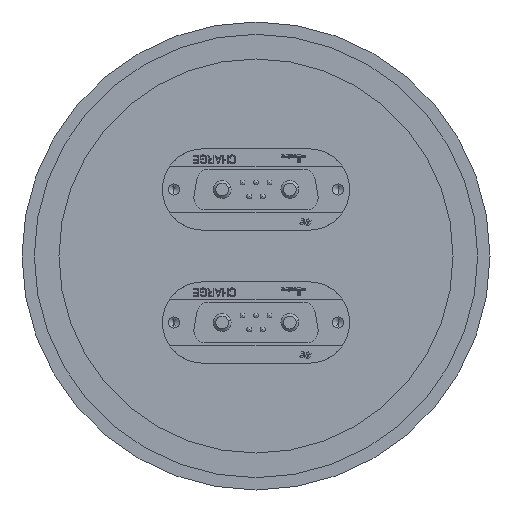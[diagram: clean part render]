
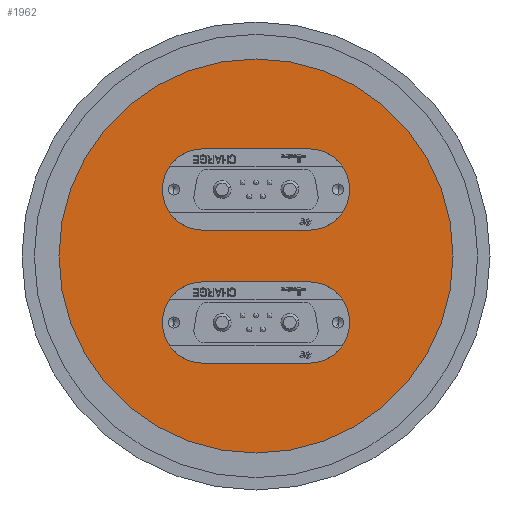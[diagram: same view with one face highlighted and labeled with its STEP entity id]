
A CAD part, front view. The second image highlights one B-rep face of the part: STEP entity #1962.
In plain terms, the highlighted planar face has unit normal (0, -1, 0).
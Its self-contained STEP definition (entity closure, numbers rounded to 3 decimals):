
#108 = CARTESIAN_POINT ( 'NONE',  ( 0., -12., -40. ) ) ;
#348 = PLANE ( 'NONE',  #5962 ) ;
#381 = CARTESIAN_POINT ( 'NONE',  ( -10.75, -12., -21.75 ) ) ;
#454 = VERTEX_POINT ( 'NONE', #2539 ) ;
#674 = CARTESIAN_POINT ( 'NONE',  ( 10.75, -12., -5.25 ) ) ;
#870 = VECTOR ( 'NONE', #4370, 1000. ) ;
#927 = DIRECTION ( 'NONE',  ( 0., 0., -1. ) ) ;
#937 = DIRECTION ( 'NONE',  ( 0., 1., 0. ) ) ;
#949 = CIRCLE ( 'NONE', #3844, 40. ) ;
#1012 = FACE_BOUND ( 'NONE', #7859, .T. ) ;
#1017 = CARTESIAN_POINT ( 'NONE',  ( 10.75, -12., 13.5 ) ) ;
#1093 = VERTEX_POINT ( 'NONE', #674 ) ;
#1674 = ORIENTED_EDGE ( 'NONE', *, *, #6248, .F. ) ;
#1962 = ADVANCED_FACE ( 'NONE', ( #4109, #1012, #11041 ), #348, .T. ) ;
#2132 = DIRECTION ( 'NONE',  ( 0., -1., 0. ) ) ;
#2141 = CIRCLE ( 'NONE', #10317, 8.25 ) ;
#2176 = AXIS2_PLACEMENT_3D ( 'NONE', #5315, #6188, #9890 ) ;
#2254 = DIRECTION ( 'NONE',  ( 0., 0., -1. ) ) ;
#2381 = ORIENTED_EDGE ( 'NONE', *, *, #3735, .T. ) ;
#2475 = CARTESIAN_POINT ( 'NONE',  ( -10.75, -12., 13.5 ) ) ;
#2539 = CARTESIAN_POINT ( 'NONE',  ( 10.75, -12., -21.75 ) ) ;
#2601 = VECTOR ( 'NONE', #6614, 1000. ) ;
#2908 = CARTESIAN_POINT ( 'NONE',  ( -10.75, -12., -13.5 ) ) ;
#3035 = LINE ( 'NONE', #3903, #2601 ) ;
#3048 = LINE ( 'NONE', #11980, #6957 ) ;
#3194 = CARTESIAN_POINT ( 'NONE',  ( 10.75, -12., 5.25 ) ) ;
#3324 = AXIS2_PLACEMENT_3D ( 'NONE', #10476, #5977, #5102 ) ;
#3554 = DIRECTION ( 'NONE',  ( 0., 0., 1. ) ) ;
#3735 = EDGE_CURVE ( 'NONE', #8951, #11861, #11902, .T. ) ;
#3844 = AXIS2_PLACEMENT_3D ( 'NONE', #9444, #2132, #8531 ) ;
#3903 = CARTESIAN_POINT ( 'NONE',  ( -10.75, -12., 5.25 ) ) ;
#3945 = CARTESIAN_POINT ( 'NONE',  ( -10.75, -12., 21.75 ) ) ;
#4109 = FACE_OUTER_BOUND ( 'NONE', #5422, .T. ) ;
#4126 = EDGE_CURVE ( 'NONE', #454, #1093, #5075, .T. ) ;
#4153 = AXIS2_PLACEMENT_3D ( 'NONE', #2908, #11085, #927 ) ;
#4257 = VERTEX_POINT ( 'NONE', #7257 ) ;
#4370 = DIRECTION ( 'NONE',  ( 1., 0., 0. ) ) ;
#4372 = EDGE_LOOP ( 'NONE', ( #8343, #1674, #8185, #10642 ) ) ;
#4563 = CARTESIAN_POINT ( 'NONE',  ( -10.75, -12., 5.25 ) ) ;
#4611 = DIRECTION ( 'NONE',  ( 0., 0., 1. ) ) ;
#4659 = VECTOR ( 'NONE', #5491, 1000. ) ;
#4912 = CARTESIAN_POINT ( 'NONE',  ( 0., -12., 40. ) ) ;
#4930 = DIRECTION ( 'NONE',  ( 1., 0., 0. ) ) ;
#5075 = CIRCLE ( 'NONE', #2176, 8.25 ) ;
#5102 = DIRECTION ( 'NONE',  ( 0., 0., -1. ) ) ;
#5189 = CARTESIAN_POINT ( 'NONE',  ( -10.75, -12., -21.75 ) ) ;
#5236 = EDGE_CURVE ( 'NONE', #8390, #454, #9769, .T. ) ;
#5263 = ORIENTED_EDGE ( 'NONE', *, *, #7258, .T. ) ;
#5315 = CARTESIAN_POINT ( 'NONE',  ( 10.75, -12., -13.5 ) ) ;
#5422 = EDGE_LOOP ( 'NONE', ( #5896, #5660 ) ) ;
#5491 = DIRECTION ( 'NONE',  ( -1., 0., 0. ) ) ;
#5495 = LINE ( 'NONE', #9213, #4659 ) ;
#5498 = ORIENTED_EDGE ( 'NONE', *, *, #12087, .T. ) ;
#5660 = ORIENTED_EDGE ( 'NONE', *, *, #8374, .T. ) ;
#5896 = ORIENTED_EDGE ( 'NONE', *, *, #7786, .T. ) ;
#5962 = AXIS2_PLACEMENT_3D ( 'NONE', #6967, #8888, #2254 ) ;
#5977 = DIRECTION ( 'NONE',  ( 0., -1., 0. ) ) ;
#6059 = CARTESIAN_POINT ( 'NONE',  ( 10.75, -12., 21.75 ) ) ;
#6188 = DIRECTION ( 'NONE',  ( 0., -1., 0. ) ) ;
#6248 = EDGE_CURVE ( 'NONE', #4257, #8390, #8369, .T. ) ;
#6614 = DIRECTION ( 'NONE',  ( -1., 0., 0. ) ) ;
#6957 = VECTOR ( 'NONE', #4930, 1000. ) ;
#6967 = CARTESIAN_POINT ( 'NONE',  ( 0., -12., -40. ) ) ;
#7257 = CARTESIAN_POINT ( 'NONE',  ( -10.75, -12., -5.25 ) ) ;
#7258 = EDGE_CURVE ( 'NONE', #10361, #8951, #3048, .T. ) ;
#7359 = VERTEX_POINT ( 'NONE', #108 ) ;
#7567 = ORIENTED_EDGE ( 'NONE', *, *, #11718, .T. ) ;
#7786 = EDGE_CURVE ( 'NONE', #7359, #8857, #949, .T. ) ;
#7859 = EDGE_LOOP ( 'NONE', ( #5498, #5263, #2381, #7567 ) ) ;
#8185 = ORIENTED_EDGE ( 'NONE', *, *, #9196, .F. ) ;
#8189 = CIRCLE ( 'NONE', #3324, 40. ) ;
#8343 = ORIENTED_EDGE ( 'NONE', *, *, #5236, .F. ) ;
#8369 = CIRCLE ( 'NONE', #4153, 8.25 ) ;
#8374 = EDGE_CURVE ( 'NONE', #8857, #7359, #8189, .T. ) ;
#8390 = VERTEX_POINT ( 'NONE', #381 ) ;
#8531 = DIRECTION ( 'NONE',  ( 0., 0., -1. ) ) ;
#8857 = VERTEX_POINT ( 'NONE', #4912 ) ;
#8888 = DIRECTION ( 'NONE',  ( 0., -1., 0. ) ) ;
#8951 = VERTEX_POINT ( 'NONE', #6059 ) ;
#9084 = DIRECTION ( 'NONE',  ( 0., 1., 0. ) ) ;
#9196 = EDGE_CURVE ( 'NONE', #1093, #4257, #5495, .T. ) ;
#9213 = CARTESIAN_POINT ( 'NONE',  ( -10.75, -12., -5.25 ) ) ;
#9444 = CARTESIAN_POINT ( 'NONE',  ( 0., -12., 0. ) ) ;
#9769 = LINE ( 'NONE', #5189, #870 ) ;
#9890 = DIRECTION ( 'NONE',  ( 0., 0., -1. ) ) ;
#10317 = AXIS2_PLACEMENT_3D ( 'NONE', #2475, #9084, #3554 ) ;
#10361 = VERTEX_POINT ( 'NONE', #3945 ) ;
#10476 = CARTESIAN_POINT ( 'NONE',  ( 0., -12., 0. ) ) ;
#10642 = ORIENTED_EDGE ( 'NONE', *, *, #4126, .F. ) ;
#10676 = VERTEX_POINT ( 'NONE', #4563 ) ;
#11041 = FACE_BOUND ( 'NONE', #4372, .T. ) ;
#11085 = DIRECTION ( 'NONE',  ( 0., -1., 0. ) ) ;
#11718 = EDGE_CURVE ( 'NONE', #11861, #10676, #3035, .T. ) ;
#11821 = AXIS2_PLACEMENT_3D ( 'NONE', #1017, #937, #4611 ) ;
#11861 = VERTEX_POINT ( 'NONE', #3194 ) ;
#11902 = CIRCLE ( 'NONE', #11821, 8.25 ) ;
#11980 = CARTESIAN_POINT ( 'NONE',  ( -10.75, -12., 21.75 ) ) ;
#12087 = EDGE_CURVE ( 'NONE', #10676, #10361, #2141, .T. ) ;
